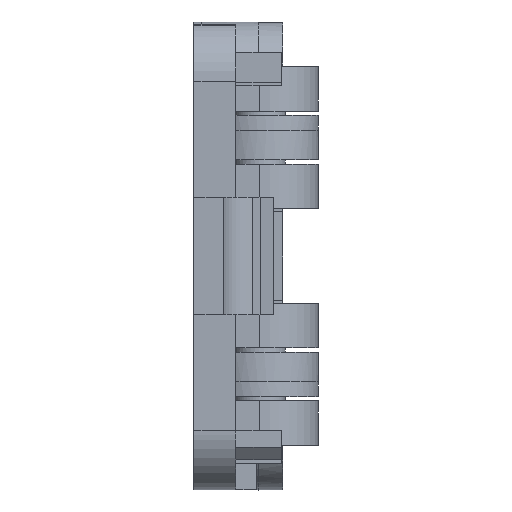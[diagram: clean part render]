
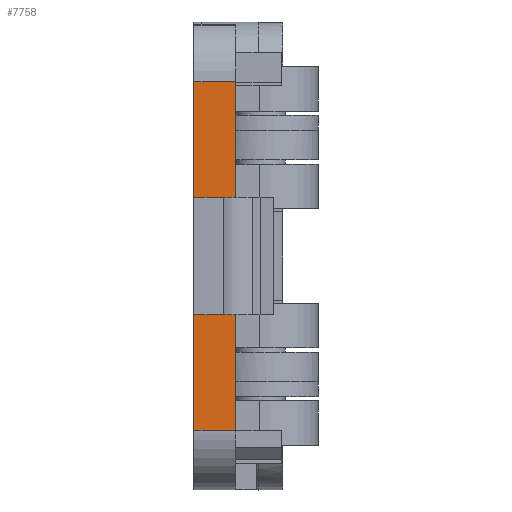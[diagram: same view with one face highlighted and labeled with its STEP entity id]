
A CAD part, front view. The second image highlights one B-rep face of the part: STEP entity #7758.
In plain terms, the highlighted planar face has unit normal (0, -1, 0).
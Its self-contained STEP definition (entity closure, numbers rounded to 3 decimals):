
#429=FACE_OUTER_BOUND('',#847,.T.);
#847=EDGE_LOOP('',(#5113,#5114,#5115,#5116,#5117,#5118,#5119,#5120));
#1284=B_SPLINE_CURVE_WITH_KNOTS('',1,(#10485,#10486),.UNSPECIFIED.,.F.,
 .F.,(2,2),(0.,0.633),.UNSPECIFIED.);
#1285=B_SPLINE_CURVE_WITH_KNOTS('',3,(#10490,#10491,#10492,#10493),
 .UNSPECIFIED.,.F.,.F.,(4,4),(0.367,1.),.UNSPECIFIED.);
#1751=LINE('',#10481,#2394);
#1752=LINE('',#10483,#2395);
#1753=LINE('',#10488,#2396);
#1754=LINE('',#10495,#2397);
#1755=LINE('',#10497,#2398);
#1756=LINE('',#10498,#2399);
#2394=VECTOR('',#8755,1.75);
#2395=VECTOR('',#8756,7.85);
#2396=VECTOR('',#8757,23.7);
#2397=VECTOR('',#8758,7.85);
#2398=VECTOR('',#8759,1.75);
#2399=VECTOR('',#8760,8.);
#3040=VERTEX_POINT('',#10479);
#3041=VERTEX_POINT('',#10480);
#3042=VERTEX_POINT('',#10482);
#3043=VERTEX_POINT('',#10484);
#3044=VERTEX_POINT('',#10487);
#3045=VERTEX_POINT('',#10489);
#3046=VERTEX_POINT('',#10494);
#3047=VERTEX_POINT('',#10496);
#3872=EDGE_CURVE('',#3040,#3041,#1751,.T.);
#3873=EDGE_CURVE('',#3042,#3040,#1752,.T.);
#3874=EDGE_CURVE('',#3042,#3043,#1284,.T.);
#3875=EDGE_CURVE('',#3043,#3044,#1753,.T.);
#3876=EDGE_CURVE('',#3044,#3045,#1285,.T.);
#3877=EDGE_CURVE('',#3046,#3045,#1754,.T.);
#3878=EDGE_CURVE('',#3046,#3047,#1755,.T.);
#3879=EDGE_CURVE('',#3047,#3041,#1756,.T.);
#5113=ORIENTED_EDGE('',*,*,#3872,.F.);
#5114=ORIENTED_EDGE('',*,*,#3873,.F.);
#5115=ORIENTED_EDGE('',*,*,#3874,.T.);
#5116=ORIENTED_EDGE('',*,*,#3875,.T.);
#5117=ORIENTED_EDGE('',*,*,#3876,.T.);
#5118=ORIENTED_EDGE('',*,*,#3877,.F.);
#5119=ORIENTED_EDGE('',*,*,#3878,.T.);
#5120=ORIENTED_EDGE('',*,*,#3879,.T.);
#7557=PLANE('',#8181);
#7758=ADVANCED_FACE('',(#429),#7557,.F.);
#8181=AXIS2_PLACEMENT_3D('',#10478,#8753,#8754);
#8753=DIRECTION('center_axis',(0.,1.,0.));
#8754=DIRECTION('ref_axis',(0.,0.,1.));
#8755=DIRECTION('',(1.,0.,0.));
#8756=DIRECTION('',(0.,0.,1.));
#8757=DIRECTION('',(0.,0.,1.));
#8758=DIRECTION('',(0.,0.,1.));
#8759=DIRECTION('',(1.,0.,0.));
#8760=DIRECTION('',(0.,0.,-1.));
#10478=CARTESIAN_POINT('Origin',(-4.2,-22.25,-2.));
#10479=CARTESIAN_POINT('',(-4.45,-22.25,5.85));
#10480=CARTESIAN_POINT('',(-2.7,-22.25,5.85));
#10481=CARTESIAN_POINT('',(-4.45,-22.25,5.85));
#10482=CARTESIAN_POINT('',(-4.45,-22.25,-2.));
#10483=CARTESIAN_POINT('',(-4.45,-22.25,-2.));
#10484=CARTESIAN_POINT('',(-1.6,-22.25,-2.));
#10485=CARTESIAN_POINT('Ctrl Pts',(-4.45,-22.25,
-2.));
#10486=CARTESIAN_POINT('Ctrl Pts',(-1.6,-22.25,
-2.));
#10487=CARTESIAN_POINT('',(-1.6,-22.25,21.7));
#10488=CARTESIAN_POINT('',(-1.6,-22.25,-2.));
#10489=CARTESIAN_POINT('',(-4.45,-22.25,21.7));
#10490=CARTESIAN_POINT('Ctrl Pts',(-1.6,-22.25,
21.7));
#10491=CARTESIAN_POINT('Ctrl Pts',(-2.55,-22.25,
21.7));
#10492=CARTESIAN_POINT('Ctrl Pts',(-3.5,-22.25,
21.7));
#10493=CARTESIAN_POINT('Ctrl Pts',(-4.45,-22.25,
21.7));
#10494=CARTESIAN_POINT('',(-4.45,-22.25,13.85));
#10495=CARTESIAN_POINT('',(-4.45,-22.25,13.85));
#10496=CARTESIAN_POINT('',(-2.7,-22.25,13.85));
#10497=CARTESIAN_POINT('',(-4.45,-22.25,13.85));
#10498=CARTESIAN_POINT('',(-2.7,-22.25,13.85));
